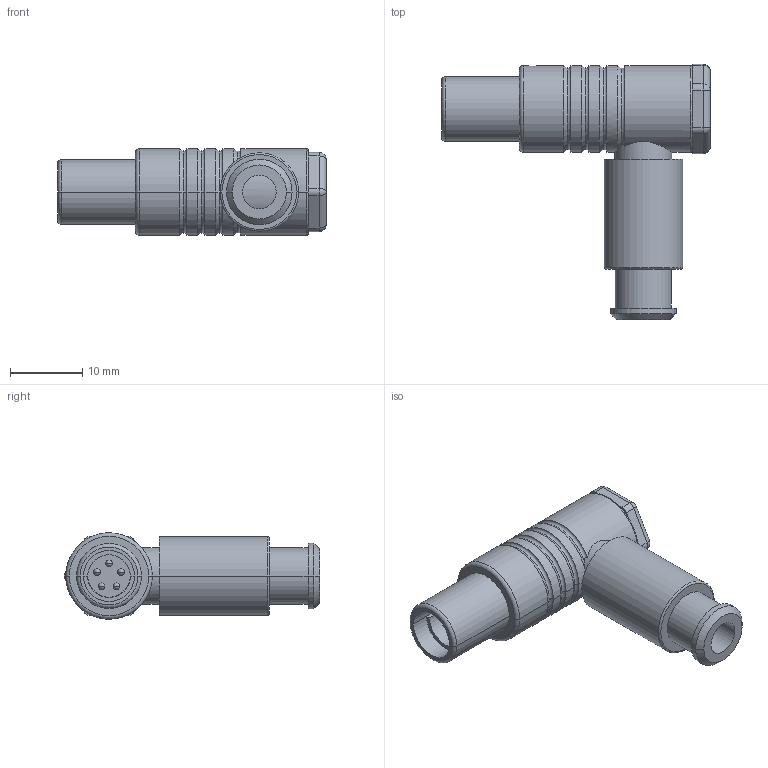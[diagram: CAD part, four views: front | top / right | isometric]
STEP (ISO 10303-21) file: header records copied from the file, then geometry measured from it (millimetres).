
FILE_DESCRIPTION((''),'2;1');
FILE_NAME('W21F1C-P05M','2021-02-04T13:29:56',('RTrager'),(''),'CREO PARAMETRIC BY PTC INC, 2018300','CREO PARAMETRIC BY PTC INC, 2018300','');
FILE_SCHEMA(('AP242_MANAGED_MODEL_BASED_3D_ENGINEERING_MIM_LF { 1 0 10303 442 1 1 4 }'));
Length unit declared in the file: millimetre
Products named in the file (1): W21F1C-P05M
Bounding box: 37.3 x 35.45 x 12 mm (x, y, z)
Volume: 4160.7 mm3; surface area: 3566.9 mm2
Topology: 1 solids, 2 shells, 177 faces, 408 edges, 243 vertices
Faces by surface type: cylinder 88, plane 43, torus 21, sphere 16, cone 9
Entity records: 8064 total; most frequent: CARTESIAN_POINT 1240, DIRECTION 926, ORIENTED_EDGE 796, PRESENTATION_STYLE_ASSIGNMENT 558, STYLED_ITEM 484, CURVE_STYLE 398, EDGE_CURVE 398, AXIS2_PLACEMENT_3D 391
